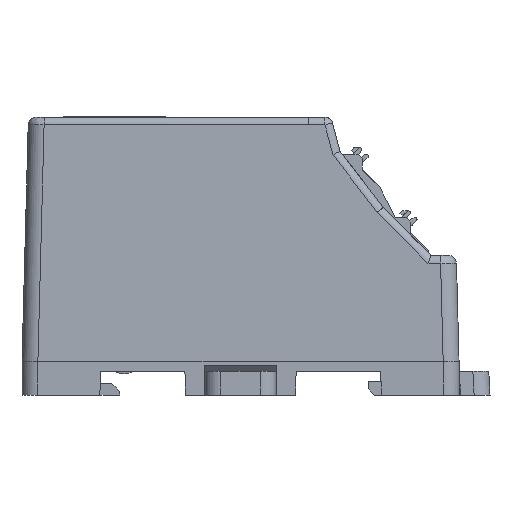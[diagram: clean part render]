
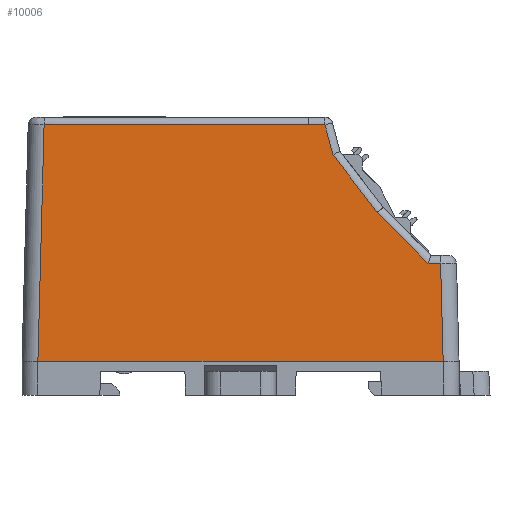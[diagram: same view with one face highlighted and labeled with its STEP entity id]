
A CAD part, front view. The second image highlights one B-rep face of the part: STEP entity #10006.
In plain terms, the highlighted planar face has unit normal (0, -1, 0.026).
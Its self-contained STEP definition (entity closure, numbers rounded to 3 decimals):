
#669=B_SPLINE_CURVE_WITH_KNOTS('',3,(#140708,#140709,#140710,#140711),
 .UNSPECIFIED.,.F.,.F.,(4,4),(0.,1.),.UNSPECIFIED.);
#5830=FACE_OUTER_BOUND('',#18082,.T.);
#10006=ADVANCED_FACE('',(#5830),#13196,.T.);
#13196=PLANE('',#87199);
#18082=EDGE_LOOP('',(#42868,#42869,#42870,#42871,#42872,#42873,#42874,#42875,
#42876,#42877));
#42868=ORIENTED_EDGE('',*,*,#62444,.T.);
#42869=ORIENTED_EDGE('',*,*,#62443,.T.);
#42870=ORIENTED_EDGE('',*,*,#62538,.T.);
#42871=ORIENTED_EDGE('',*,*,#62550,.T.);
#42872=ORIENTED_EDGE('',*,*,#51441,.T.);
#42873=ORIENTED_EDGE('',*,*,#62553,.T.);
#42874=ORIENTED_EDGE('',*,*,#62508,.T.);
#42875=ORIENTED_EDGE('',*,*,#62511,.T.);
#42876=ORIENTED_EDGE('',*,*,#62519,.T.);
#42877=ORIENTED_EDGE('',*,*,#62517,.T.);
#43641=VERTEX_POINT('',#109772);
#43644=VERTEX_POINT('',#109785);
#50819=VERTEX_POINT('',#140712);
#50820=VERTEX_POINT('',#140713);
#50821=VERTEX_POINT('',#140715);
#50863=VERTEX_POINT('',#140909);
#50865=VERTEX_POINT('',#140929);
#50867=VERTEX_POINT('',#140935);
#50869=VERTEX_POINT('',#140942);
#50886=VERTEX_POINT('',#140988);
#51441=EDGE_CURVE('',#43644,#43641,#63119,.T.);
#62443=EDGE_CURVE('',#50819,#50820,#669,.T.);
#62444=EDGE_CURVE('',#50821,#50819,#71720,.T.);
#62508=EDGE_CURVE('',#50863,#50865,#71750,.T.);
#62511=EDGE_CURVE('',#50865,#50867,#71752,.T.);
#62517=EDGE_CURVE('',#50869,#50821,#71755,.T.);
#62519=EDGE_CURVE('',#50867,#50869,#71757,.T.);
#62538=EDGE_CURVE('',#50820,#50886,#71768,.T.);
#62550=EDGE_CURVE('',#50886,#43644,#71773,.T.);
#62553=EDGE_CURVE('',#43641,#50863,#71776,.T.);
#63119=LINE('',#109784,#72340);
#71720=LINE('',#140714,#80941);
#71750=LINE('',#140930,#80971);
#71752=LINE('',#140936,#80973);
#71755=LINE('',#140947,#80976);
#71757=LINE('',#140951,#80978);
#71768=LINE('',#140989,#80989);
#71773=LINE('',#141034,#80994);
#71776=LINE('',#141038,#80997);
#72340=VECTOR('',#88117,1.);
#80941=VECTOR('',#108266,1.);
#80971=VECTOR('',#108394,1.);
#80973=VECTOR('',#108400,1.);
#80976=VECTOR('',#108411,1.);
#80978=VECTOR('',#108415,1.);
#80989=VECTOR('',#108452,1.);
#80994=VECTOR('',#108477,1.);
#80997=VECTOR('',#108482,1.);
#87199=AXIS2_PLACEMENT_3D('',#141119,#108547,#108548);
#88117=DIRECTION('',(1.,0.,0.));
#108266=DIRECTION('',(-1.,0.,0.));
#108394=DIRECTION('',(-1.,0.,0.));
#108400=DIRECTION('',(-0.707,0.019,0.707));
#108411=DIRECTION('',(-0.259,0.025,0.966));
#108415=DIRECTION('',(-0.609,0.021,0.793));
#108452=DIRECTION('',(-1.,0.,0.));
#108477=DIRECTION('',(-0.026,-0.026,-0.999));
#108482=DIRECTION('',(-0.026,0.026,0.999));
#108547=DIRECTION('',(0.,-1.,0.026));
#108548=DIRECTION('',(0.,-0.026,-1.));
#109772=CARTESIAN_POINT('',(411.567,-266.284,-64.));
#109784=CARTESIAN_POINT('',(392.222,-266.284,-64.));
#109785=CARTESIAN_POINT('',(360.566,-266.284,-64.));
#140708=CARTESIAN_POINT('',(394.601,-265.505,-34.224));
#140709=CARTESIAN_POINT('',(394.601,-265.505,-34.222));
#140710=CARTESIAN_POINT('',(394.601,-265.505,-34.221));
#140711=CARTESIAN_POINT('',(394.601,-265.504,-34.219));
#140712=CARTESIAN_POINT('',(394.601,-265.505,-34.224));
#140713=CARTESIAN_POINT('',(394.601,-265.504,-34.219));
#140714=CARTESIAN_POINT('',(386.067,-265.505,-34.224));
#140715=CARTESIAN_POINT('',(396.686,-265.505,-34.224));
#140909=CARTESIAN_POINT('',(411.243,-265.96,-51.62));
#140929=CARTESIAN_POINT('',(409.653,-265.96,-51.62));
#140930=CARTESIAN_POINT('',(410.067,-265.96,-51.62));
#140935=CARTESIAN_POINT('',(403.284,-265.793,-45.251));
#140936=CARTESIAN_POINT('',(403.343,-265.795,-45.31));
#140942=CARTESIAN_POINT('',(397.691,-265.603,-37.975));
#140947=CARTESIAN_POINT('',(396.753,-265.511,-34.476));
#140951=CARTESIAN_POINT('',(405.953,-265.884,-48.723));
#140988=CARTESIAN_POINT('',(361.346,-265.504,-34.219));
#140989=CARTESIAN_POINT('',(361.371,-265.504,-34.219));
#141034=CARTESIAN_POINT('',(360.565,-266.286,-64.052));
#141038=CARTESIAN_POINT('',(411.55,-266.267,-63.333));
#141119=CARTESIAN_POINT('',(386.067,-266.284,-64.));
